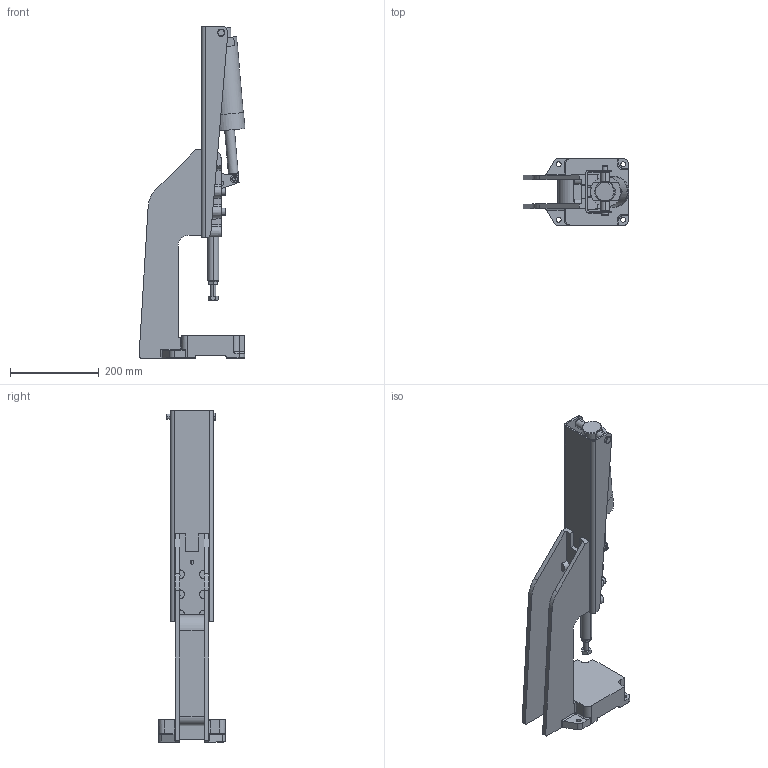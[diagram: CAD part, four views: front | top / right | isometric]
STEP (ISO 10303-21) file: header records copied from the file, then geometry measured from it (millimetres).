
FILE_DESCRIPTION (( 'STEP AP203' ), '1' );
FILE_NAME ('P2500XPR.STEP', '2016-11-24T14:30:44', ( '' ), ( '' ), 'SwSTEP 2.0', 'SolidWorks 2016', '' );
FILE_SCHEMA (( 'CONFIG_CONTROL_DESIGN' ));
Length unit declared in the file: millimetre
Products named in the file (3): P2500XPR; P2500FRAME-MACHINING 704-02; P2500X-3D
Assembly tree (2 placements, depth 2):
  P2500XPR
    P2500FRAME-MACHINING 704-02
    P2500X-3D
Bounding box: 238.43 x 150.03 x 746.79 mm (x, y, z)
Volume: 3356944.8 mm3; surface area: 689391.8 mm2
Topology: 27 solids, 27 shells, 683 faces, 1736 edges, 1101 vertices
Faces by surface type: cylinder 286, plane 240, cone 109, bspline 48
Entity records: 23549 total; most frequent: CARTESIAN_POINT 6742, DIRECTION 3499, ORIENTED_EDGE 3420, EDGE_CURVE 1710, AXIS2_PLACEMENT_3D 1358, VERTEX_POINT 1101, EDGE_LOOP 797, VECTOR 783
